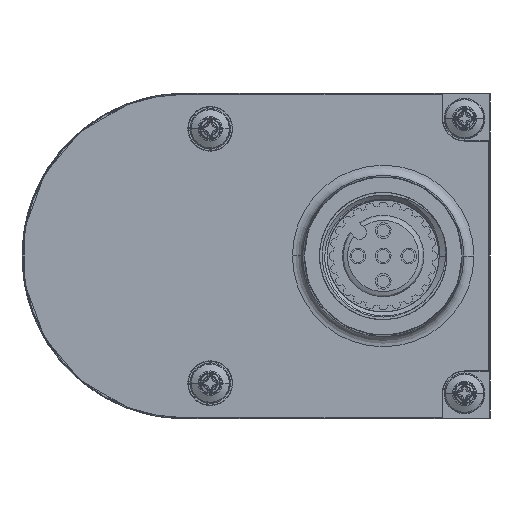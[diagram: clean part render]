
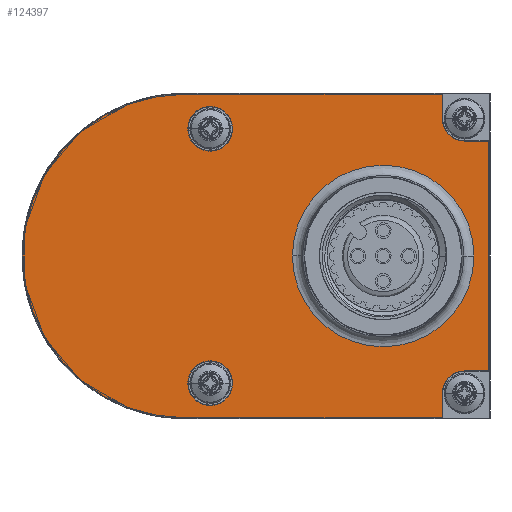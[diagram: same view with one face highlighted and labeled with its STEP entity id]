
A CAD part, left-side view. The second image highlights one B-rep face of the part: STEP entity #124397.
In plain terms, the highlighted planar face has unit normal (-1, 0, 0).
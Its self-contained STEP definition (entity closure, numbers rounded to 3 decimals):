
#30995=CARTESIAN_POINT('',(-431.,30.,0.));
#30996=DIRECTION('',(-1.,0.,0.));
#30997=DIRECTION('',(0.,0.,1.));
#30998=AXIS2_PLACEMENT_3D('',#30995,#30996,#30997);
#31000=DIRECTION('',(0.,1.,0.));
#31001=VECTOR('',#31000,25.3);
#31002=CARTESIAN_POINT('',(-431.,4.7,15.895));
#31003=LINE('',#31002,#31001);
#31004=DIRECTION('',(0.,0.,-1.));
#31005=VECTOR('',#31004,2.395);
#31006=CARTESIAN_POINT('',(-431.,4.7,15.895));
#31007=LINE('',#31006,#31005);
#31008=CARTESIAN_POINT('',(-431.,2.5,13.5));
#31009=DIRECTION('',(-1.,0.,0.));
#31010=DIRECTION('',(0.,1.,0.));
#31011=AXIS2_PLACEMENT_3D('',#31008,#31009,#31010);
#31013=DIRECTION('',(0.,1.,0.));
#31014=VECTOR('',#31013,2.395);
#31015=CARTESIAN_POINT('',(-431.,0.105,11.3));
#31016=LINE('',#31015,#31014);
#31017=DIRECTION('',(0.,0.,1.));
#31018=VECTOR('',#31017,22.6);
#31019=CARTESIAN_POINT('',(-431.,0.105,-11.3));
#31020=LINE('',#31019,#31018);
#31021=DIRECTION('',(0.,1.,0.));
#31022=VECTOR('',#31021,2.395);
#31023=CARTESIAN_POINT('',(-431.,0.105,-11.3));
#31024=LINE('',#31023,#31022);
#31025=CARTESIAN_POINT('',(-431.,2.5,-13.5));
#31026=DIRECTION('',(-1.,0.,0.));
#31027=DIRECTION('',(0.,0.,1.));
#31028=AXIS2_PLACEMENT_3D('',#31025,#31026,#31027);
#31030=DIRECTION('',(0.,0.,1.));
#31031=VECTOR('',#31030,2.395);
#31032=CARTESIAN_POINT('',(-431.,4.7,-15.895));
#31033=LINE('',#31032,#31031);
#31034=DIRECTION('',(0.,1.,0.));
#31035=VECTOR('',#31034,25.3);
#31036=CARTESIAN_POINT('',(-431.,4.7,-15.895));
#31037=LINE('',#31036,#31035);
#31038=CARTESIAN_POINT('',(-431.,27.5,12.5));
#31039=DIRECTION('',(-1.,0.,0.));
#31040=DIRECTION('',(0.,0.,1.));
#31041=AXIS2_PLACEMENT_3D('',#31038,#31039,#31040);
#31043=CARTESIAN_POINT('',(-431.,27.5,12.5));
#31044=DIRECTION('',(-1.,0.,0.));
#31045=DIRECTION('',(0.,0.,-1.));
#31046=AXIS2_PLACEMENT_3D('',#31043,#31044,#31045);
#31048=CARTESIAN_POINT('',(-431.,27.5,-12.5));
#31049=DIRECTION('',(-1.,0.,0.));
#31050=DIRECTION('',(0.,0.,1.));
#31051=AXIS2_PLACEMENT_3D('',#31048,#31049,#31050);
#31053=CARTESIAN_POINT('',(-431.,27.5,-12.5));
#31054=DIRECTION('',(-1.,0.,0.));
#31055=DIRECTION('',(0.,0.,-1.));
#31056=AXIS2_PLACEMENT_3D('',#31053,#31054,#31055);
#31058=CARTESIAN_POINT('',(-431.,10.5,0.));
#31059=DIRECTION('',(-1.,0.,0.));
#31060=DIRECTION('',(0.,1.,0.));
#31061=AXIS2_PLACEMENT_3D('',#31058,#31059,#31060);
#31063=CARTESIAN_POINT('',(-431.,10.5,0.));
#31064=DIRECTION('',(-1.,0.,0.));
#31065=DIRECTION('',(0.,-1.,0.));
#31066=AXIS2_PLACEMENT_3D('',#31063,#31064,#31065);
#105448=CARTESIAN_POINT('',(-431.,30.,15.895));
#105449=CARTESIAN_POINT('',(-431.,30.,-15.895));
#105450=VERTEX_POINT('',#105448);
#105451=VERTEX_POINT('',#105449);
#105460=CARTESIAN_POINT('',(-431.,27.5,14.7));
#105461=CARTESIAN_POINT('',(-431.,27.5,10.3));
#105462=VERTEX_POINT('',#105460);
#105463=VERTEX_POINT('',#105461);
#105464=CARTESIAN_POINT('',(-431.,27.5,-10.3));
#105465=CARTESIAN_POINT('',(-431.,27.5,-14.7));
#105466=VERTEX_POINT('',#105464);
#105467=VERTEX_POINT('',#105465);
#105522=CARTESIAN_POINT('',(-431.,19.425,0.));
#105523=CARTESIAN_POINT('',(-431.,1.575,0.));
#105524=VERTEX_POINT('',#105522);
#105525=VERTEX_POINT('',#105523);
#105546=CARTESIAN_POINT('',(-431.,4.7,13.5));
#105547=CARTESIAN_POINT('',(-431.,2.5,11.3));
#105548=VERTEX_POINT('',#105546);
#105549=VERTEX_POINT('',#105547);
#105550=CARTESIAN_POINT('',(-431.,2.5,-11.3));
#105551=CARTESIAN_POINT('',(-431.,4.7,-13.5));
#105552=VERTEX_POINT('',#105550);
#105553=VERTEX_POINT('',#105551);
#105554=CARTESIAN_POINT('',(-431.,4.7,15.895));
#105555=VERTEX_POINT('',#105554);
#105556=CARTESIAN_POINT('',(-431.,0.105,11.3));
#105557=VERTEX_POINT('',#105556);
#105558=CARTESIAN_POINT('',(-431.,0.105,-11.3));
#105559=VERTEX_POINT('',#105558);
#105560=CARTESIAN_POINT('',(-431.,4.7,-15.895));
#105561=VERTEX_POINT('',#105560);
#124355=CARTESIAN_POINT('',(-431.,30.,0.));
#124356=DIRECTION('',(-1.,0.,0.));
#124357=DIRECTION('',(0.,0.,1.));
#124358=AXIS2_PLACEMENT_3D('',#124355,#124356,#124357);
#124359=PLANE('',#124358);
#124361=ORIENTED_EDGE('',*,*,#124360,.F.);
#124362=ORIENTED_EDGE('',*,*,#124283,.F.);
#124364=ORIENTED_EDGE('',*,*,#124363,.T.);
#124366=ORIENTED_EDGE('',*,*,#124365,.T.);
#124367=ORIENTED_EDGE('',*,*,#124340,.F.);
#124368=ORIENTED_EDGE('',*,*,#122609,.F.);
#124370=ORIENTED_EDGE('',*,*,#124369,.T.);
#124372=ORIENTED_EDGE('',*,*,#124371,.T.);
#124374=ORIENTED_EDGE('',*,*,#124373,.F.);
#124376=ORIENTED_EDGE('',*,*,#124375,.T.);
#124377=EDGE_LOOP('',(#124361,#124362,#124364,#124366,#124367,#124368,#124370,
#124372,#124374,#124376));
#124378=FACE_OUTER_BOUND('',#124377,.F.);
#124380=ORIENTED_EDGE('',*,*,#124379,.T.);
#124382=ORIENTED_EDGE('',*,*,#124381,.T.);
#124383=EDGE_LOOP('',(#124380,#124382));
#124384=FACE_BOUND('',#124383,.F.);
#124386=ORIENTED_EDGE('',*,*,#124385,.T.);
#124388=ORIENTED_EDGE('',*,*,#124387,.T.);
#124389=EDGE_LOOP('',(#124386,#124388));
#124390=FACE_BOUND('',#124389,.F.);
#124392=ORIENTED_EDGE('',*,*,#124391,.T.);
#124394=ORIENTED_EDGE('',*,*,#124393,.T.);
#124395=EDGE_LOOP('',(#124392,#124394));
#124396=FACE_BOUND('',#124395,.F.);
#124397=ADVANCED_FACE('',(#124378,#124384,#124390,#124396),#124359,.T.);
#30999=CIRCLE('',#30998,15.895);
#31012=CIRCLE('',#31011,2.2);
#31029=CIRCLE('',#31028,2.2);
#31042=CIRCLE('',#31041,2.2);
#31047=CIRCLE('',#31046,2.2);
#31052=CIRCLE('',#31051,2.2);
#31057=CIRCLE('',#31056,2.2);
#31062=CIRCLE('',#31061,8.925);
#31067=CIRCLE('',#31066,8.925);
#122609=EDGE_CURVE('',#105559,#105557,#31020,.T.);
#124283=EDGE_CURVE('',#105555,#105450,#31003,.T.);
#124340=EDGE_CURVE('',#105557,#105549,#31016,.T.);
#124360=EDGE_CURVE('',#105450,#105451,#30999,.T.);
#124363=EDGE_CURVE('',#105555,#105548,#31007,.T.);
#124365=EDGE_CURVE('',#105548,#105549,#31012,.T.);
#124369=EDGE_CURVE('',#105559,#105552,#31024,.T.);
#124371=EDGE_CURVE('',#105552,#105553,#31029,.T.);
#124373=EDGE_CURVE('',#105561,#105553,#31033,.T.);
#124375=EDGE_CURVE('',#105561,#105451,#31037,.T.);
#124379=EDGE_CURVE('',#105462,#105463,#31042,.T.);
#124381=EDGE_CURVE('',#105463,#105462,#31047,.T.);
#124385=EDGE_CURVE('',#105466,#105467,#31052,.T.);
#124387=EDGE_CURVE('',#105467,#105466,#31057,.T.);
#124391=EDGE_CURVE('',#105524,#105525,#31062,.T.);
#124393=EDGE_CURVE('',#105525,#105524,#31067,.T.);
